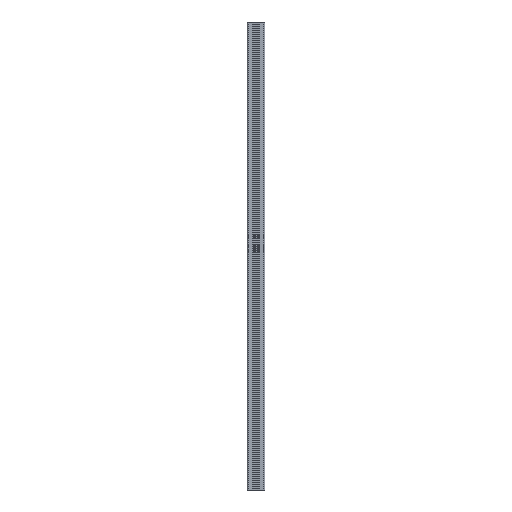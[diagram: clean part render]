
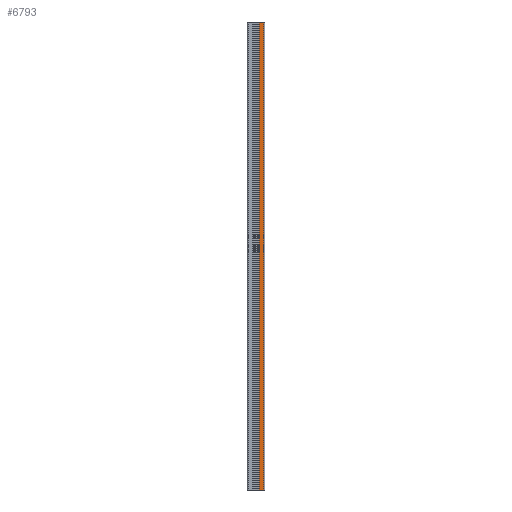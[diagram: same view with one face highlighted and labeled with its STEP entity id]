
A CAD part, front view. The second image highlights one B-rep face of the part: STEP entity #6793.
In plain terms, the highlighted planar face has unit normal (0, -1, 0).
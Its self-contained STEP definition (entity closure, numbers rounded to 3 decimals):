
#2269 = VERTEX_POINT('',#2270);
#2270 = CARTESIAN_POINT('',(8.481,-22.5,1215.));
#2277 = EDGE_CURVE('',#2278,#2269,#2280,.T.);
#2278 = VERTEX_POINT('',#2279);
#2279 = CARTESIAN_POINT('',(20.1,-22.5,1215.));
#2280 = LINE('',#2281,#2282);
#2281 = CARTESIAN_POINT('',(0.,-22.5,1215.));
#2282 = VECTOR('',#2283,1.);
#2283 = DIRECTION('',(-1.,0.,0.));
#3841 = VERTEX_POINT('',#3842);
#3842 = CARTESIAN_POINT('',(20.1,-22.5,0.));
#3849 = EDGE_CURVE('',#3841,#3850,#3852,.T.);
#3850 = VERTEX_POINT('',#3851);
#3851 = CARTESIAN_POINT('',(8.481,-22.5,0.));
#3852 = LINE('',#3853,#3854);
#3853 = CARTESIAN_POINT('',(0.,-22.5,0.));
#3854 = VECTOR('',#3855,1.);
#3855 = DIRECTION('',(-1.,0.,0.));
#6205 = EDGE_CURVE('',#2278,#3841,#6206,.T.);
#6206 = LINE('',#6207,#6208);
#6207 = CARTESIAN_POINT('',(20.1,-22.5,1215.));
#6208 = VECTOR('',#6209,1.);
#6209 = DIRECTION('',(0.,0.,-1.));
#6781 = EDGE_CURVE('',#2269,#3850,#6782,.T.);
#6782 = LINE('',#6783,#6784);
#6783 = CARTESIAN_POINT('',(8.481,-22.5,1215.));
#6784 = VECTOR('',#6785,1.);
#6785 = DIRECTION('',(0.,0.,-1.));
#6793 = ADVANCED_FACE('',(#6794),#6800,.T.);
#6794 = FACE_BOUND('',#6795,.T.);
#6795 = EDGE_LOOP('',(#6796,#6797,#6798,#6799));
#6796 = ORIENTED_EDGE('',*,*,#3849,.F.);
#6797 = ORIENTED_EDGE('',*,*,#6205,.F.);
#6798 = ORIENTED_EDGE('',*,*,#2277,.T.);
#6799 = ORIENTED_EDGE('',*,*,#6781,.T.);
#6800 = PLANE('',#6801);
#6801 = AXIS2_PLACEMENT_3D('',#6802,#6803,#6804);
#6802 = CARTESIAN_POINT('',(0.,-22.5,1215.));
#6803 = DIRECTION('',(0.,-1.,0.));
#6804 = DIRECTION('',(1.,0.,0.));
